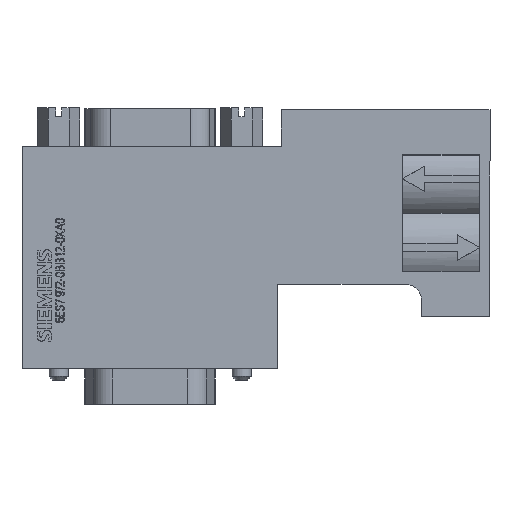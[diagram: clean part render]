
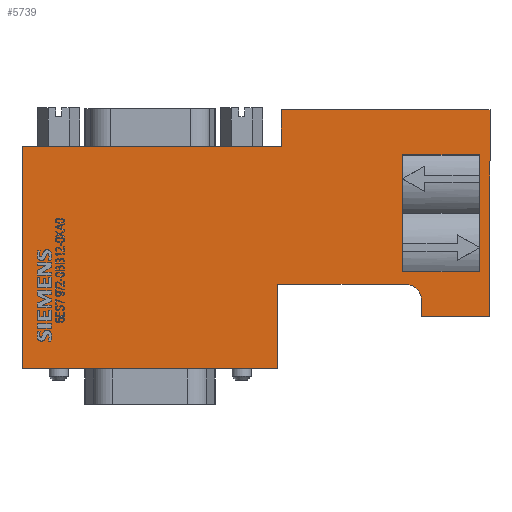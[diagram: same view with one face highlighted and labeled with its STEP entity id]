
A CAD part, left-side view. The second image highlights one B-rep face of the part: STEP entity #5739.
In plain terms, the highlighted face is planar.
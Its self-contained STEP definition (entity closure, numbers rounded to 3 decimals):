
#5084=FACE_BOUND('',#7551,.T.);
#5085=FACE_BOUND('',#7552,.T.);
#5543=CIRCLE('',#17185,2.06);
#5739=ADVANCED_FACE('',(#5084,#5085),#6403,.F.);
#6403=PLANE('',#17186);
#7551=EDGE_LOOP('',(#8461,#8462,#8463,#8464,#8465,#8466,#8467,#8468,#8469,
#8470,#8471));
#7552=EDGE_LOOP('',(#8472,#8473,#8474,#8475));
#8461=ORIENTED_EDGE('',*,*,#12852,.T.);
#8462=ORIENTED_EDGE('',*,*,#12853,.T.);
#8463=ORIENTED_EDGE('',*,*,#12789,.T.);
#8464=ORIENTED_EDGE('',*,*,#12854,.T.);
#8465=ORIENTED_EDGE('',*,*,#12855,.T.);
#8466=ORIENTED_EDGE('',*,*,#12856,.T.);
#8467=ORIENTED_EDGE('',*,*,#12857,.T.);
#8468=ORIENTED_EDGE('',*,*,#12858,.T.);
#8469=ORIENTED_EDGE('',*,*,#12859,.T.);
#8470=ORIENTED_EDGE('',*,*,#12860,.T.);
#8471=ORIENTED_EDGE('',*,*,#12861,.T.);
#8472=ORIENTED_EDGE('',*,*,#12862,.T.);
#8473=ORIENTED_EDGE('',*,*,#12863,.T.);
#8474=ORIENTED_EDGE('',*,*,#12841,.F.);
#8475=ORIENTED_EDGE('',*,*,#12864,.F.);
#11650=VERTEX_POINT('',#21145);
#11653=VERTEX_POINT('',#21150);
#11700=VERTEX_POINT('',#21257);
#11701=VERTEX_POINT('',#21259);
#11710=VERTEX_POINT('',#21281);
#11711=VERTEX_POINT('',#21282);
#11712=VERTEX_POINT('',#21285);
#11713=VERTEX_POINT('',#21287);
#11714=VERTEX_POINT('',#21289);
#11715=VERTEX_POINT('',#21291);
#11716=VERTEX_POINT('',#21293);
#11717=VERTEX_POINT('',#21295);
#11718=VERTEX_POINT('',#21297);
#11719=VERTEX_POINT('',#21300);
#11720=VERTEX_POINT('',#21301);
#12789=EDGE_CURVE('',#11650,#11653,#14423,.T.);
#12841=EDGE_CURVE('',#11700,#11701,#14456,.T.);
#12852=EDGE_CURVE('',#11710,#11711,#14462,.T.);
#12853=EDGE_CURVE('',#11711,#11650,#14463,.T.);
#12854=EDGE_CURVE('',#11653,#11712,#14464,.T.);
#12855=EDGE_CURVE('',#11712,#11713,#14465,.T.);
#12856=EDGE_CURVE('',#11713,#11714,#14466,.T.);
#12857=EDGE_CURVE('',#11714,#11715,#14467,.T.);
#12858=EDGE_CURVE('',#11715,#11716,#5543,.T.);
#12859=EDGE_CURVE('',#11716,#11717,#14468,.T.);
#12860=EDGE_CURVE('',#11717,#11718,#14469,.T.);
#12861=EDGE_CURVE('',#11718,#11710,#14470,.T.);
#12862=EDGE_CURVE('',#11719,#11720,#14471,.T.);
#12863=EDGE_CURVE('',#11720,#11701,#14472,.T.);
#12864=EDGE_CURVE('',#11719,#11700,#14473,.T.);
#14423=LINE('',#21151,#15764);
#14456=LINE('',#21258,#15797);
#14462=LINE('',#21280,#15803);
#14463=LINE('',#21283,#15804);
#14464=LINE('',#21284,#15805);
#14465=LINE('',#21286,#15806);
#14466=LINE('',#21288,#15807);
#14467=LINE('',#21290,#15808);
#14468=LINE('',#21294,#15809);
#14469=LINE('',#21296,#15810);
#14470=LINE('',#21298,#15811);
#14471=LINE('',#21299,#15812);
#14472=LINE('',#21302,#15813);
#14473=LINE('',#21303,#15814);
#15764=VECTOR('',#18062,1.);
#15797=VECTOR('',#18149,1.);
#15803=VECTOR('',#18169,1.);
#15804=VECTOR('',#18170,1.);
#15805=VECTOR('',#18171,1.);
#15806=VECTOR('',#18172,1.);
#15807=VECTOR('',#18173,1.);
#15808=VECTOR('',#18174,1.);
#15809=VECTOR('',#18177,1.);
#15810=VECTOR('',#18178,1.);
#15811=VECTOR('',#18179,1.);
#15812=VECTOR('',#18180,1.);
#15813=VECTOR('',#18181,1.);
#15814=VECTOR('',#18182,1.);
#17185=AXIS2_PLACEMENT_3D('',#21292,#18175,#18176);
#17186=AXIS2_PLACEMENT_3D('',#21304,#18183,#18184);
#18062=DIRECTION('',(0.,0.,-1.));
#18149=DIRECTION('',(-1.,0.,0.));
#18169=DIRECTION('',(0.,0.,-1.));
#18170=DIRECTION('',(1.,0.,0.));
#18171=DIRECTION('',(1.,0.,0.));
#18172=DIRECTION('',(0.,0.,1.));
#18173=DIRECTION('',(-1.,0.,0.));
#18174=DIRECTION('',(0.,0.,1.));
#18175=DIRECTION('',(0.,1.,0.));
#18176=DIRECTION('',(0.,0.,1.));
#18177=DIRECTION('',(1.,0.,0.));
#18178=DIRECTION('',(0.,0.,1.));
#18179=DIRECTION('',(-1.,0.,0.));
#18180=DIRECTION('',(-1.,0.,0.));
#18181=DIRECTION('',(0.,0.,1.));
#18182=DIRECTION('',(0.,0.,1.));
#18183=DIRECTION('',(0.,1.,0.));
#18184=DIRECTION('',(0.,0.,1.));
#21145=CARTESIAN_POINT('',(10.91,-4.2,-25.449));
#21150=CARTESIAN_POINT('',(10.91,-4.2,-60.88));
#21151=CARTESIAN_POINT('',(10.91,-4.2,-8.38));
#21257=CARTESIAN_POINT('',(28.05,-4.2,1.61));
#21258=CARTESIAN_POINT('',(28.05,-4.2,1.61));
#21259=CARTESIAN_POINT('',(12.05,-4.2,1.61));
#21280=CARTESIAN_POINT('',(5.91,-4.2,3.06));
#21281=CARTESIAN_POINT('',(5.91,-4.2,3.06));
#21282=CARTESIAN_POINT('',(5.91,-4.2,-25.449));
#21283=CARTESIAN_POINT('',(31.85,-4.2,-25.449));
#21284=CARTESIAN_POINT('',(5.91,-4.2,-60.88));
#21285=CARTESIAN_POINT('',(41.321,-4.2,-60.88));
#21286=CARTESIAN_POINT('',(41.321,-4.2,-60.88));
#21287=CARTESIAN_POINT('',(41.321,-4.2,-25.94));
#21288=CARTESIAN_POINT('',(41.321,-4.2,-25.94));
#21289=CARTESIAN_POINT('',(29.79,-4.2,-25.94));
#21290=CARTESIAN_POINT('',(29.79,-4.2,-25.94));
#21291=CARTESIAN_POINT('',(29.79,-4.2,-8.38));
#21292=CARTESIAN_POINT('',(31.85,-4.2,-8.38));
#21293=CARTESIAN_POINT('',(31.85,-4.2,-6.32));
#21294=CARTESIAN_POINT('',(31.85,-4.2,-6.32));
#21295=CARTESIAN_POINT('',(34.19,-4.2,-6.32));
#21296=CARTESIAN_POINT('',(34.19,-4.2,-6.32));
#21297=CARTESIAN_POINT('',(34.19,-4.2,3.06));
#21298=CARTESIAN_POINT('',(34.19,-4.2,3.06));
#21299=CARTESIAN_POINT('',(28.05,-4.2,-8.88));
#21300=CARTESIAN_POINT('',(28.05,-4.2,-8.88));
#21301=CARTESIAN_POINT('',(12.05,-4.2,-8.88));
#21302=CARTESIAN_POINT('',(12.05,-4.2,-8.88));
#21303=CARTESIAN_POINT('',(28.05,-4.2,-8.88));
#21304=CARTESIAN_POINT('',(31.85,-4.2,-8.38));
